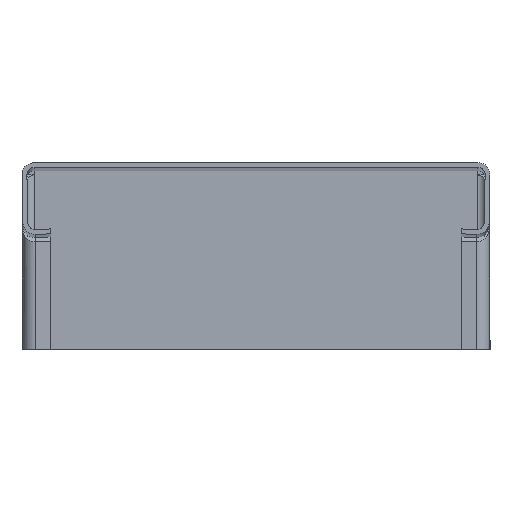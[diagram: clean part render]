
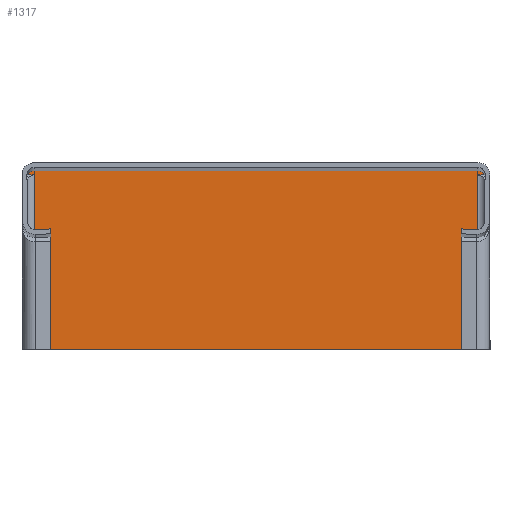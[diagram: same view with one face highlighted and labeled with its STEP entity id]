
A CAD part, top view. The second image highlights one B-rep face of the part: STEP entity #1317.
In plain terms, the highlighted planar face has unit normal (0, 0, 1).
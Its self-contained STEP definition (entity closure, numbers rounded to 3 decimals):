
#49 = VERTEX_POINT ( 'NONE', #1628 ) ;
#142 = VERTEX_POINT ( 'NONE', #2031 ) ;
#184 = ORIENTED_EDGE ( 'NONE', *, *, #722, .T. ) ;
#202 = VERTEX_POINT ( 'NONE', #254 ) ;
#226 = ORIENTED_EDGE ( 'NONE', *, *, #1879, .T. ) ;
#246 = FACE_OUTER_BOUND ( 'NONE', #1703, .T. ) ;
#254 = CARTESIAN_POINT ( 'NONE',  ( -37.815, -1.507, 0.8 ) ) ;
#276 = DIRECTION ( 'NONE',  ( 0., 1., 0. ) ) ;
#342 = ORIENTED_EDGE ( 'NONE', *, *, #2383, .F. ) ;
#349 = CARTESIAN_POINT ( 'NONE',  ( -60., -1.507, 0.8 ) ) ;
#429 = EDGE_CURVE ( 'NONE', #2098, #1860, #1195, .T. ) ;
#430 = CARTESIAN_POINT ( 'NONE',  ( -36.215, -30., 0.8 ) ) ;
#587 = VECTOR ( 'NONE', #1361, 1000. ) ;
#623 = EDGE_CURVE ( 'NONE', #1460, #2098, #938, .T. ) ;
#626 = DIRECTION ( 'NONE',  ( 0., 1., 0. ) ) ;
#682 = LINE ( 'NONE', #430, #587 ) ;
#722 = EDGE_CURVE ( 'NONE', #202, #1991, #894, .T. ) ;
#732 = DIRECTION ( 'NONE',  ( 1., 0., 0. ) ) ;
#777 = DIRECTION ( 'NONE',  ( 0., 0., -1. ) ) ;
#806 = AXIS2_PLACEMENT_3D ( 'NONE', #1260, #777, #2395 ) ;
#844 = CARTESIAN_POINT ( 'NONE',  ( -36.215, -300., 0.8 ) ) ;
#891 = VECTOR ( 'NONE', #732, 1000. ) ;
#894 = LINE ( 'NONE', #349, #891 ) ;
#902 = DIRECTION ( 'NONE',  ( 1., 0., 0. ) ) ;
#938 = LINE ( 'NONE', #2220, #952 ) ;
#952 = VECTOR ( 'NONE', #2351, 1000. ) ;
#1160 = CARTESIAN_POINT ( 'NONE',  ( 37.815, -300., 0.8 ) ) ;
#1172 = VECTOR ( 'NONE', #1203, 1000. ) ;
#1191 = VECTOR ( 'NONE', #1310, 1000. ) ;
#1195 = LINE ( 'NONE', #1160, #1172 ) ;
#1203 = DIRECTION ( 'NONE',  ( 0., -1., 0. ) ) ;
#1260 = CARTESIAN_POINT ( 'NONE',  ( -36.215, -300., 0.8 ) ) ;
#1291 = CARTESIAN_POINT ( 'NONE',  ( 37.815, -1.507, 0.8 ) ) ;
#1310 = DIRECTION ( 'NONE',  ( 0., 1., 0. ) ) ;
#1313 = CARTESIAN_POINT ( 'NONE',  ( -37.815, -300., 0.8 ) ) ;
#1317 = ADVANCED_FACE ( 'NONE', ( #246 ), #1533, .F. ) ;
#1361 = DIRECTION ( 'NONE',  ( 1., 0., 0. ) ) ;
#1386 = CARTESIAN_POINT ( 'NONE',  ( 37.815, -0.8, 0.8 ) ) ;
#1402 = LINE ( 'NONE', #844, #1191 ) ;
#1460 = VERTEX_POINT ( 'NONE', #1718 ) ;
#1504 = ORIENTED_EDGE ( 'NONE', *, *, #623, .F. ) ;
#1533 = PLANE ( 'NONE',  #806 ) ;
#1570 = ORIENTED_EDGE ( 'NONE', *, *, #2133, .F. ) ;
#1615 = VECTOR ( 'NONE', #276, 1000. ) ;
#1623 = VERTEX_POINT ( 'NONE', #1833 ) ;
#1624 = LINE ( 'NONE', #2319, #1615 ) ;
#1628 = CARTESIAN_POINT ( 'NONE',  ( -36.215, -30., 0.8 ) ) ;
#1703 = EDGE_LOOP ( 'NONE', ( #1570, #2048, #2029, #226, #1924, #1504, #342, #184 ) ) ;
#1718 = CARTESIAN_POINT ( 'NONE',  ( -37.815, -0.8, 0.8 ) ) ;
#1793 = EDGE_CURVE ( 'NONE', #142, #1623, #1624, .T. ) ;
#1833 = CARTESIAN_POINT ( 'NONE',  ( 36.215, -1.507, 0.8 ) ) ;
#1860 = VERTEX_POINT ( 'NONE', #1291 ) ;
#1879 = EDGE_CURVE ( 'NONE', #1623, #1860, #1939, .T. ) ;
#1924 = ORIENTED_EDGE ( 'NONE', *, *, #429, .F. ) ;
#1939 = LINE ( 'NONE', #2116, #1952 ) ;
#1952 = VECTOR ( 'NONE', #902, 1000. ) ;
#1991 = VERTEX_POINT ( 'NONE', #2178 ) ;
#2029 = ORIENTED_EDGE ( 'NONE', *, *, #1793, .T. ) ;
#2031 = CARTESIAN_POINT ( 'NONE',  ( 36.215, -30., 0.8 ) ) ;
#2048 = ORIENTED_EDGE ( 'NONE', *, *, #2181, .T. ) ;
#2098 = VERTEX_POINT ( 'NONE', #1386 ) ;
#2116 = CARTESIAN_POINT ( 'NONE',  ( -60., -1.507, 0.8 ) ) ;
#2125 = VECTOR ( 'NONE', #626, 1000. ) ;
#2133 = EDGE_CURVE ( 'NONE', #49, #1991, #1402, .T. ) ;
#2134 = LINE ( 'NONE', #1313, #2125 ) ;
#2178 = CARTESIAN_POINT ( 'NONE',  ( -36.215, -1.507, 0.8 ) ) ;
#2181 = EDGE_CURVE ( 'NONE', #49, #142, #682, .T. ) ;
#2220 = CARTESIAN_POINT ( 'NONE',  ( -60., -0.8, 0.8 ) ) ;
#2319 = CARTESIAN_POINT ( 'NONE',  ( 36.215, -300., 0.8 ) ) ;
#2351 = DIRECTION ( 'NONE',  ( 1., 0., 0. ) ) ;
#2383 = EDGE_CURVE ( 'NONE', #202, #1460, #2134, .T. ) ;
#2395 = DIRECTION ( 'NONE',  ( -1., 0., 0. ) ) ;
